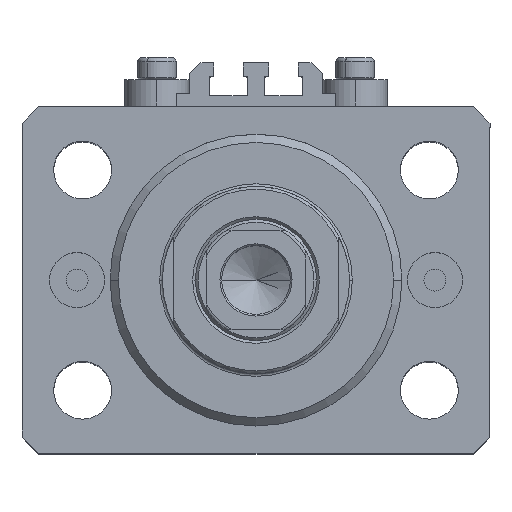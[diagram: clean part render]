
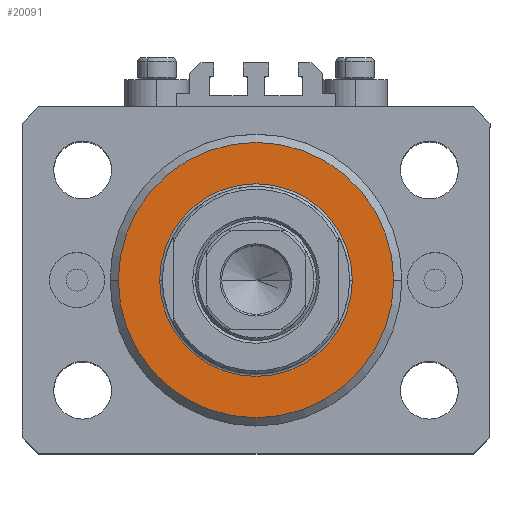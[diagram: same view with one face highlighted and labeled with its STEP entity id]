
A CAD part, top view. The second image highlights one B-rep face of the part: STEP entity #20091.
In plain terms, the highlighted face is planar.
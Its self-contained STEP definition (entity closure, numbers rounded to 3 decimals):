
#242 = CARTESIAN_POINT ( 'NONE',  ( 0., 0., 0. ) ) ;
#1864 = EDGE_LOOP ( 'NONE', ( #43209, #41734 ) ) ;
#3070 = DIRECTION ( 'NONE',  ( 0., 0., 1. ) ) ;
#3886 = VERTEX_POINT ( 'NONE', #4724 ) ;
#4690 = DIRECTION ( 'NONE',  ( 0., 0., -1. ) ) ;
#4724 = CARTESIAN_POINT ( 'NONE',  ( -17.5, 0., 0. ) ) ;
#6307 = ORIENTED_EDGE ( 'NONE', *, *, #22474, .T. ) ;
#6773 = AXIS2_PLACEMENT_3D ( 'NONE', #16901, #28542, #17597 ) ;
#6909 = PLANE ( 'NONE',  #39303 ) ;
#8015 = CARTESIAN_POINT ( 'NONE',  ( 17.5, 0., 0. ) ) ;
#10246 = CARTESIAN_POINT ( 'NONE',  ( 0., 0., 0. ) ) ;
#10900 = CARTESIAN_POINT ( 'NONE',  ( 0., 0., 0. ) ) ;
#12115 = ORIENTED_EDGE ( 'NONE', *, *, #18456, .T. ) ;
#14017 = EDGE_CURVE ( 'NONE', #31714, #34827, #37181, .T. ) ;
#14905 = DIRECTION ( 'NONE',  ( 1., 0., 0. ) ) ;
#16901 = CARTESIAN_POINT ( 'NONE',  ( 0., 0., 0. ) ) ;
#17597 = DIRECTION ( 'NONE',  ( 1., 0., 0. ) ) ;
#18318 = FACE_OUTER_BOUND ( 'NONE', #1864, .T. ) ;
#18456 = EDGE_CURVE ( 'NONE', #26569, #3886, #34484, .T. ) ;
#18972 = CARTESIAN_POINT ( 'NONE',  ( 0., 0., 0. ) ) ;
#20091 = ADVANCED_FACE ( 'NONE', ( #25716, #18318 ), #6909, .F. ) ;
#21705 = EDGE_LOOP ( 'NONE', ( #12115, #6307 ) ) ;
#22474 = EDGE_CURVE ( 'NONE', #3886, #26569, #23274, .T. ) ;
#23274 = CIRCLE ( 'NONE', #25545, 17.5 ) ;
#25378 = AXIS2_PLACEMENT_3D ( 'NONE', #10246, #25880, #14905 ) ;
#25545 = AXIS2_PLACEMENT_3D ( 'NONE', #10900, #3070, #29004 ) ;
#25713 = CARTESIAN_POINT ( 'NONE',  ( -25., 0., 0. ) ) ;
#25716 = FACE_BOUND ( 'NONE', #21705, .T. ) ;
#25880 = DIRECTION ( 'NONE',  ( 0., 0., 1. ) ) ;
#26569 = VERTEX_POINT ( 'NONE', #8015 ) ;
#28542 = DIRECTION ( 'NONE',  ( 0., 0., -1. ) ) ;
#28812 = DIRECTION ( 'NONE',  ( 0., 0., 1. ) ) ;
#29004 = DIRECTION ( 'NONE',  ( 1., 0., 0. ) ) ;
#29608 = AXIS2_PLACEMENT_3D ( 'NONE', #18972, #4690, #40665 ) ;
#31505 = EDGE_CURVE ( 'NONE', #34827, #31714, #44070, .T. ) ;
#31714 = VERTEX_POINT ( 'NONE', #39686 ) ;
#34484 = CIRCLE ( 'NONE', #25378, 17.5 ) ;
#34827 = VERTEX_POINT ( 'NONE', #25713 ) ;
#37181 = CIRCLE ( 'NONE', #6773, 25. ) ;
#39303 = AXIS2_PLACEMENT_3D ( 'NONE', #242, #28812, #39550 ) ;
#39550 = DIRECTION ( 'NONE',  ( 1., 0., 0. ) ) ;
#39686 = CARTESIAN_POINT ( 'NONE',  ( 25., 0., 0. ) ) ;
#40665 = DIRECTION ( 'NONE',  ( 1., 0., 0. ) ) ;
#41734 = ORIENTED_EDGE ( 'NONE', *, *, #31505, .T. ) ;
#43209 = ORIENTED_EDGE ( 'NONE', *, *, #14017, .T. ) ;
#44070 = CIRCLE ( 'NONE', #29608, 25. ) ;
